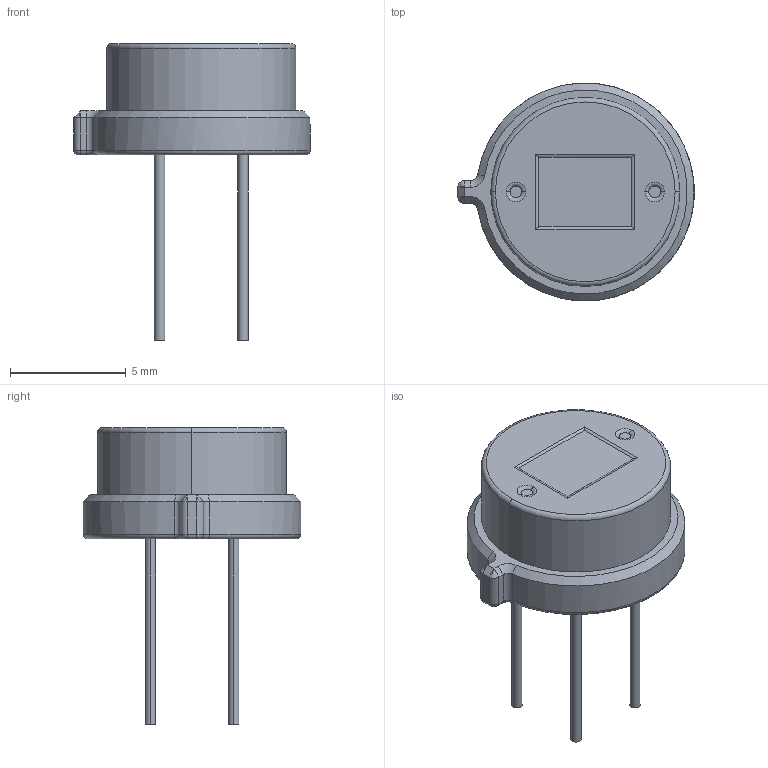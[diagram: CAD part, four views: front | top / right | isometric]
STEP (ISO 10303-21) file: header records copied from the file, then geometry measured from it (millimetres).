
FILE_DESCRIPTION (( 'STEP AP214' ), '1' );
FILE_NAME ('TO-5-4pins.STEP', '2021-04-10T11:39:31', ( 'XS' ), ( 'DK' ), 'SwSTEP 2.0', 'SolidWorks 2018', '' );
FILE_SCHEMA (( 'AUTOMOTIVE_DESIGN' ));
Length unit declared in the file: millimetre
Products named in the file (2): TO-5-4pins
Bounding box: 10.2 x 9.39 x 12.8 mm (x, y, z)
Volume: 287.2 mm3; surface area: 308.2 mm2
Topology: 1 solids, 1 shells, 55 faces, 117 edges, 70 vertices
Faces by surface type: cylinder 22, plane 16, torus 12, cone 5
Entity records: 1534 total; most frequent: DIRECTION 290, CARTESIAN_POINT 254, ORIENTED_EDGE 230, AXIS2_PLACEMENT_3D 122, EDGE_CURVE 115, VERTEX_POINT 70, CIRCLE 65, EDGE_LOOP 63
